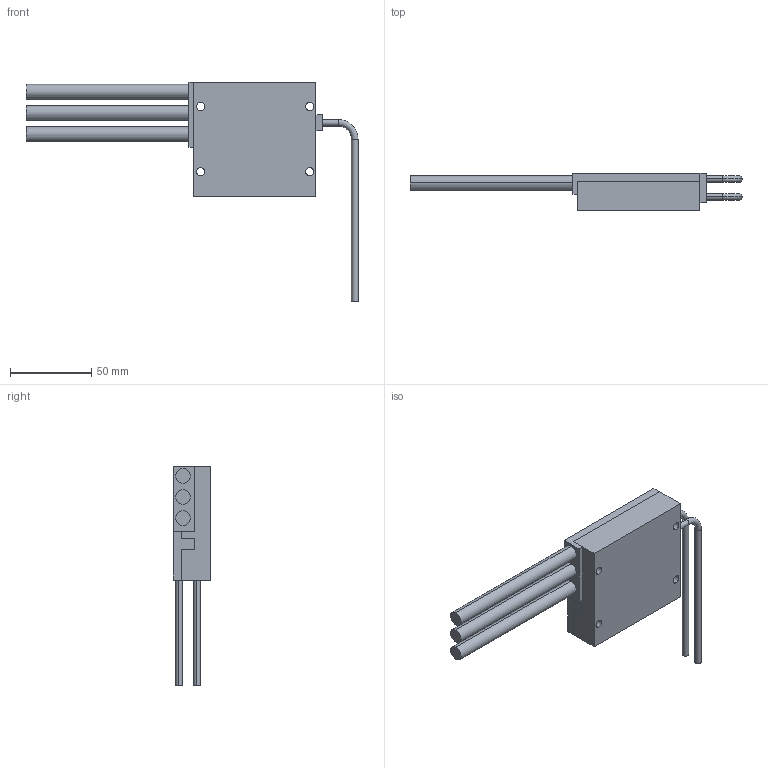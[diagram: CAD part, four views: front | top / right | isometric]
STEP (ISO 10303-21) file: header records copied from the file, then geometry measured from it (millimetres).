
FILE_DESCRIPTION (( 'STEP AP214' ), '1' );
FILE_NAME ('VESC_6_Assm.STEP', '2022-06-16T22:01:48', ( '' ), ( '' ), 'SwSTEP 2.0', 'SolidWorks 2021', '' );
FILE_SCHEMA (( 'AUTOMOTIVE_DESIGN' ));
Length unit declared in the file: millimetre
Products named in the file (3): VESC6Top; VESC_6_Assm; VESC6HeatSink
Assembly tree (2 placements, depth 2):
  VESC_6_Assm
    VESC6HeatSink
    VESC6Top
Bounding box: 203.8 x 23 x 135 mm (x, y, z)
Volume: 141497.6 mm3; surface area: 49038.5 mm2
Topology: 2 solids, 2 shells, 195 faces, 514 edges, 339 vertices
Faces by surface type: plane 128, bspline 33, cylinder 30, torus 4
Entity records: 8805 total; most frequent: CARTESIAN_POINT 2958, ORIENTED_EDGE 1028, DIRECTION 846, EDGE_CURVE 514, VECTOR 384, LINE 384, VERTEX_POINT 339, AXIS2_PLACEMENT_3D 231
